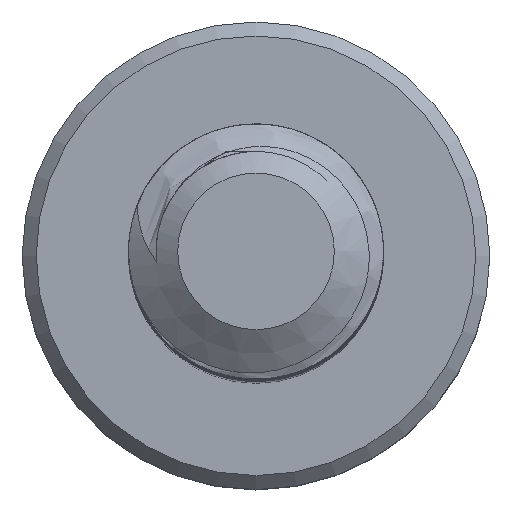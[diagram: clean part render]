
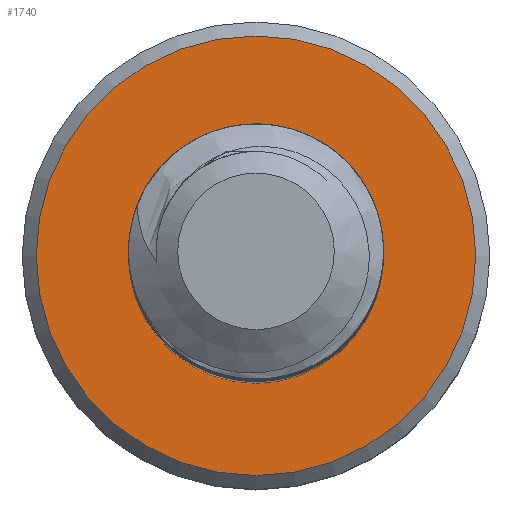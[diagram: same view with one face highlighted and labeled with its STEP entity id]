
A CAD part, top view. The second image highlights one B-rep face of the part: STEP entity #1740.
In plain terms, the highlighted planar face has unit normal (0, 0, 1).
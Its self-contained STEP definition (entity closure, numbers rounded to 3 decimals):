
#16=FACE_BOUND('',#228,.T.);
#19=PLANE('',#1868);
#129=FACE_OUTER_BOUND('',#227,.T.);
#227=EDGE_LOOP('',(#1539));
#228=EDGE_LOOP('',(#1540));
#243=CIRCLE('',#1806,1.5);
#248=CIRCLE('',#1847,2.585);
#674=VERTEX_POINT('',#4965);
#751=VERTEX_POINT('',#7683);
#886=EDGE_CURVE('',#674,#674,#243,.T.);
#1000=EDGE_CURVE('',#751,#751,#248,.T.);
#1539=ORIENTED_EDGE('',*,*,#1000,.T.);
#1540=ORIENTED_EDGE('',*,*,#886,.F.);
#1740=ADVANCED_FACE('',(#129,#16),#19,.F.);
#1806=AXIS2_PLACEMENT_3D('',#4967,#1999,#2000);
#1847=AXIS2_PLACEMENT_3D('',#7685,#2117,#2118);
#1868=AXIS2_PLACEMENT_3D('',#10853,#2162,#2163);
#1999=DIRECTION('center_axis',(0.,0.,1.));
#2000=DIRECTION('ref_axis',(-1.,0.,0.));
#2117=DIRECTION('center_axis',(0.,0.,1.));
#2118=DIRECTION('ref_axis',(-1.,0.,0.));
#2162=DIRECTION('center_axis',(0.,0.,-1.));
#2163=DIRECTION('ref_axis',(-1.,0.,0.));
#4965=CARTESIAN_POINT('',(-1.5,0.,-30.));
#4967=CARTESIAN_POINT('Origin',(0.,0.,-30.));
#7683=CARTESIAN_POINT('',(2.585,0.,-30.));
#7685=CARTESIAN_POINT('Origin',(0.,0.,-30.));
#10853=CARTESIAN_POINT('Origin',(0.,0.,-30.));
